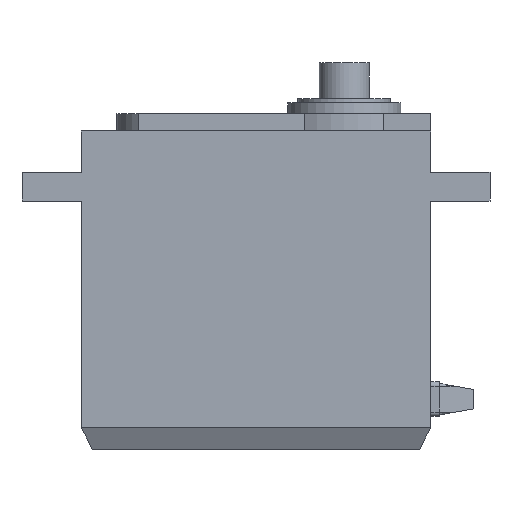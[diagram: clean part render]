
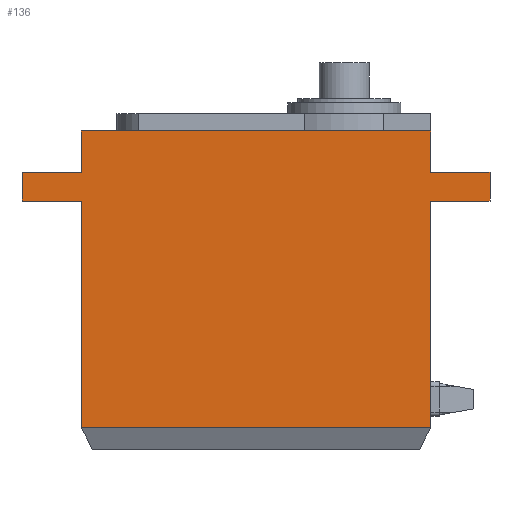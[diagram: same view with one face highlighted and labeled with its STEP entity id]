
A CAD part, front view. The second image highlights one B-rep face of the part: STEP entity #136.
In plain terms, the highlighted planar face has unit normal (0, -1, 0).
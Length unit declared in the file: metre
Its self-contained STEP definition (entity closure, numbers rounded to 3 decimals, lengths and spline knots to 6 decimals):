
#136 = ADVANCED_FACE( '', ( #262 ), #263, .F. );
#262 = FACE_OUTER_BOUND( '', #411, .T. );
#263 = PLANE( '', #412 );
#411 = EDGE_LOOP( '', ( #847, #848, #849, #850, #851, #852, #853, #854, #855, #856, #857, #858, #859 ) );
#412 = AXIS2_PLACEMENT_3D( '', #860, #861, #862 );
#847 = ORIENTED_EDGE( '', *, *, #1193, .T. );
#848 = ORIENTED_EDGE( '', *, *, #1147, .F. );
#849 = ORIENTED_EDGE( '', *, *, #1144, .T. );
#850 = ORIENTED_EDGE( '', *, *, #1153, .T. );
#851 = ORIENTED_EDGE( '', *, *, #1194, .T. );
#852 = ORIENTED_EDGE( '', *, *, #1196, .T. );
#853 = ORIENTED_EDGE( '', *, *, #1188, .F. );
#854 = ORIENTED_EDGE( '', *, *, #1181, .F. );
#855 = ORIENTED_EDGE( '', *, *, #1175, .F. );
#856 = ORIENTED_EDGE( '', *, *, #1179, .T. );
#857 = ORIENTED_EDGE( '', *, *, #1197, .F. );
#858 = ORIENTED_EDGE( '', *, *, #1056, .F. );
#859 = ORIENTED_EDGE( '', *, *, #1047, .F. );
#860 = CARTESIAN_POINT( '', ( 0., -0.01, 0.0368 ) );
#861 = DIRECTION( '', ( 0., 1., 0. ) );
#862 = DIRECTION( '', ( 0., 0., 1. ) );
#1047 = EDGE_CURVE( '', #1241, #1243, #1244, .T. );
#1056 = EDGE_CURVE( '', #1243, #1260, #1261, .T. );
#1144 = EDGE_CURVE( '', #1417, #1415, #1418, .T. );
#1147 = EDGE_CURVE( '', #1417, #1421, #1422, .T. );
#1153 = EDGE_CURVE( '', #1415, #1427, #1429, .T. );
#1175 = EDGE_CURVE( '', #1466, #1468, #1469, .T. );
#1179 = EDGE_CURVE( '', #1466, #1472, #1474, .T. );
#1181 = EDGE_CURVE( '', #1468, #1476, #1477, .T. );
#1188 = EDGE_CURVE( '', #1476, #1482, #1485, .T. );
#1193 = EDGE_CURVE( '', #1241, #1421, #1490, .T. );
#1194 = EDGE_CURVE( '', #1427, #1491, #1492, .T. );
#1196 = EDGE_CURVE( '', #1491, #1482, #1494, .T. );
#1197 = EDGE_CURVE( '', #1260, #1472, #1495, .T. );
#1241 = VERTEX_POINT( '', #1555 );
#1243 = VERTEX_POINT( '', #1558 );
#1244 = LINE( '', #1559, #1560 );
#1260 = VERTEX_POINT( '', #1581 );
#1261 = LINE( '', #1582, #1583 );
#1415 = VERTEX_POINT( '', #1803 );
#1417 = VERTEX_POINT( '', #1806 );
#1418 = LINE( '', #1807, #1808 );
#1421 = VERTEX_POINT( '', #1813 );
#1422 = LINE( '', #1814, #1815 );
#1427 = VERTEX_POINT( '', #1824 );
#1429 = LINE( '', #1827, #1828 );
#1466 = VERTEX_POINT( '', #1881 );
#1468 = VERTEX_POINT( '', #1884 );
#1469 = LINE( '', #1885, #1886 );
#1472 = VERTEX_POINT( '', #1891 );
#1474 = LINE( '', #1894, #1895 );
#1476 = VERTEX_POINT( '', #1898 );
#1477 = LINE( '', #1899, #1900 );
#1482 = VERTEX_POINT( '', #1909 );
#1485 = LINE( '', #1914, #1915 );
#1490 = LINE( '', #1920, #1921 );
#1491 = VERTEX_POINT( '', #1922 );
#1492 = LINE( '', #1923, #1924 );
#1494 = LINE( '', #1927, #1928 );
#1495 = LINE( '', #1929, #1930 );
#1555 = CARTESIAN_POINT( '', ( -0.0202, -0.01, 0.0368 ) );
#1558 = CARTESIAN_POINT( '', ( 0.0102, -0.01, 0.0368 ) );
#1559 = CARTESIAN_POINT( '', ( 0., -0.01, 0.0368 ) );
#1560 = VECTOR( '', #1979, 1. );
#1581 = CARTESIAN_POINT( '', ( 0.0202, -0.01, 0.0368 ) );
#1582 = CARTESIAN_POINT( '', ( 0., -0.01, 0.0368 ) );
#1583 = VECTOR( '', #1994, 1. );
#1803 = CARTESIAN_POINT( '', ( -0.02705, -0.01, 0.0287 ) );
#1806 = CARTESIAN_POINT( '', ( -0.02705, -0.01, 0.03205 ) );
#1807 = CARTESIAN_POINT( '', ( -0.02705, -0.01, 0.0368 ) );
#1808 = VECTOR( '', #2122, 1. );
#1813 = CARTESIAN_POINT( '', ( -0.0202, -0.01, 0.03205 ) );
#1814 = CARTESIAN_POINT( '', ( -0.02705, -0.01, 0.03205 ) );
#1815 = VECTOR( '', #2125, 1. );
#1824 = CARTESIAN_POINT( '', ( -0.0202, -0.01, 0.0287 ) );
#1827 = CARTESIAN_POINT( '', ( -0.02705, -0.01, 0.0287 ) );
#1828 = VECTOR( '', #2131, 1. );
#1881 = CARTESIAN_POINT( '', ( 0.02705, -0.01, 0.03205 ) );
#1884 = CARTESIAN_POINT( '', ( 0.02705, -0.01, 0.0287 ) );
#1885 = CARTESIAN_POINT( '', ( 0.02705, -0.01, 0.0368 ) );
#1886 = VECTOR( '', #2161, 1. );
#1891 = CARTESIAN_POINT( '', ( 0.0202, -0.01, 0.03205 ) );
#1894 = CARTESIAN_POINT( '', ( 0.02705, -0.01, 0.03205 ) );
#1895 = VECTOR( '', #2165, 1. );
#1898 = CARTESIAN_POINT( '', ( 0.0202, -0.01, 0.0287 ) );
#1899 = CARTESIAN_POINT( '', ( 0.02705, -0.01, 0.0287 ) );
#1900 = VECTOR( '', #2167, 1. );
#1909 = CARTESIAN_POINT( '', ( 0.0202, -0.01, 0.0025 ) );
#1914 = CARTESIAN_POINT( '', ( 0.0202, -0.01, 0.0368 ) );
#1915 = VECTOR( '', #2174, 1. );
#1920 = CARTESIAN_POINT( '', ( -0.0202, -0.01, 0.0368 ) );
#1921 = VECTOR( '', #2187, 1. );
#1922 = CARTESIAN_POINT( '', ( -0.0202, -0.01, 0.0025 ) );
#1923 = CARTESIAN_POINT( '', ( -0.0202, -0.01, 0.0368 ) );
#1924 = VECTOR( '', #2188, 1. );
#1927 = CARTESIAN_POINT( '', ( 0., -0.01, 0.0025 ) );
#1928 = VECTOR( '', #2190, 1. );
#1929 = CARTESIAN_POINT( '', ( 0.0202, -0.01, 0.0368 ) );
#1930 = VECTOR( '', #2191, 1. );
#1979 = DIRECTION( '', ( 1., 0., 0. ) );
#1994 = DIRECTION( '', ( 1., 0., 0. ) );
#2122 = DIRECTION( '', ( 0., 0., -1. ) );
#2125 = DIRECTION( '', ( 1., 0., 0. ) );
#2131 = DIRECTION( '', ( 1., 0., 0. ) );
#2161 = DIRECTION( '', ( 0., 0., -1. ) );
#2165 = DIRECTION( '', ( -1., 0., 0. ) );
#2167 = DIRECTION( '', ( -1., 0., 0. ) );
#2174 = DIRECTION( '', ( 0., 0., -1. ) );
#2187 = DIRECTION( '', ( 0., 0., -1. ) );
#2188 = DIRECTION( '', ( 0., 0., -1. ) );
#2190 = DIRECTION( '', ( 1., 0., 0. ) );
#2191 = DIRECTION( '', ( 0., 0., -1. ) );
